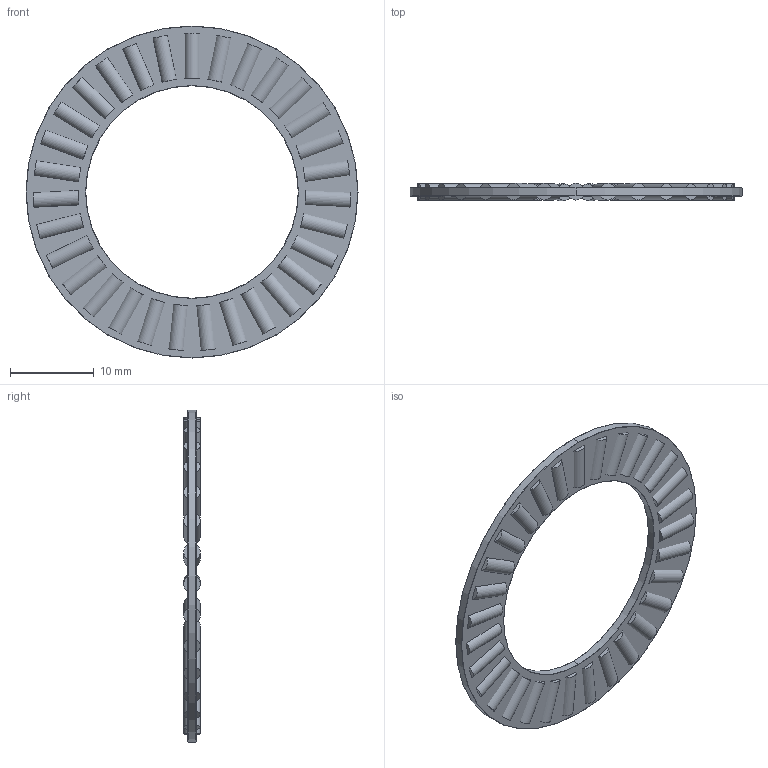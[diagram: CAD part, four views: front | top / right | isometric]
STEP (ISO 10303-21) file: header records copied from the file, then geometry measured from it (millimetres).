
FILE_DESCRIPTION (( 'STEP AP203' ), '1' );
FILE_NAME ('Bearing NTA1625.STEP', '2019-10-20T06:16:27', ( '' ), ( '' ), 'SwSTEP 2.0', 'SolidWorks 2019', '' );
FILE_SCHEMA (( 'CONFIG_CONTROL_DESIGN' ));
Length unit declared in the file: inch
Products named in the file (1): Bearing NTA1625
Bounding box: 39.69 x 1.98 x 39.69 mm (x, y, z)
Volume: 925.5 mm3; surface area: 2778.4 mm2
Topology: 32 solids, 32 shells, 293 faces, 679 edges, 450 vertices
Faces by surface type: cylinder 159, plane 126, torus 8
Entity records: 8608 total; most frequent: DIRECTION 1601, CARTESIAN_POINT 1423, ORIENTED_EDGE 1358, EDGE_CURVE 679, AXIS2_PLACEMENT_3D 628, VERTEX_POINT 450, EDGE_LOOP 357, LINE 345
